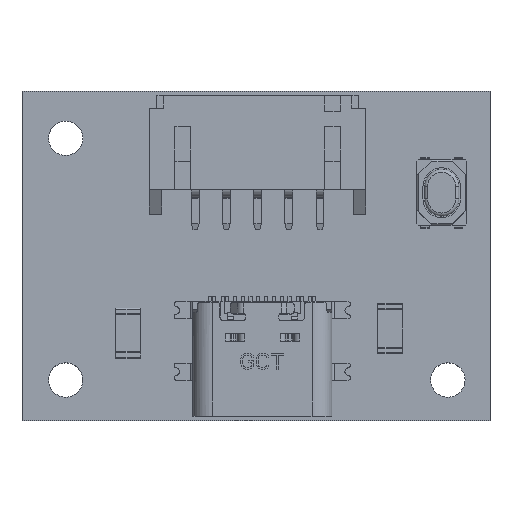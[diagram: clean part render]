
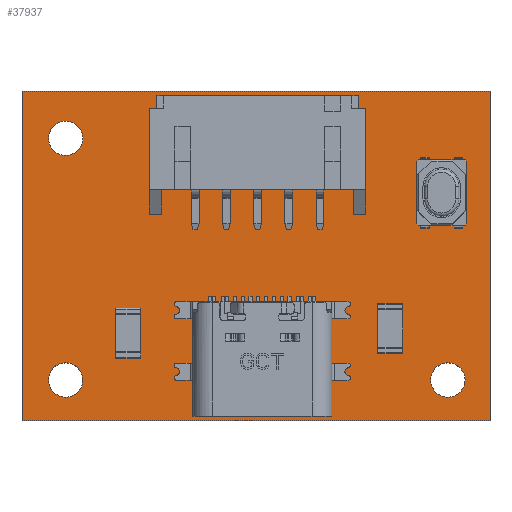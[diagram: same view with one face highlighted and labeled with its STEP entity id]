
A CAD part, top view. The second image highlights one B-rep face of the part: STEP entity #37937.
In plain terms, the highlighted planar face has unit normal (0, 0, 1).
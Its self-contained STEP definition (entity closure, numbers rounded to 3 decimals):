
#37770 = VERTEX_POINT('',#37771);
#37771 = CARTESIAN_POINT('',(124.3,-85.3,1.6));
#37777 = EDGE_CURVE('',#37770,#37778,#37780,.T.);
#37778 = VERTEX_POINT('',#37779);
#37779 = CARTESIAN_POINT('',(94.3,-85.3,1.6));
#37780 = LINE('',#37781,#37782);
#37781 = CARTESIAN_POINT('',(124.3,-85.3,1.6));
#37782 = VECTOR('',#37783,1.);
#37783 = DIRECTION('',(-1.,0.,0.));
#37810 = VERTEX_POINT('',#37811);
#37811 = CARTESIAN_POINT('',(124.3,-64.2,1.6));
#37817 = EDGE_CURVE('',#37810,#37770,#37818,.T.);
#37818 = LINE('',#37819,#37820);
#37819 = CARTESIAN_POINT('',(124.3,-64.2,1.6));
#37820 = VECTOR('',#37821,1.);
#37821 = DIRECTION('',(0.,-1.,0.));
#37839 = EDGE_CURVE('',#37778,#37840,#37842,.T.);
#37840 = VERTEX_POINT('',#37841);
#37841 = CARTESIAN_POINT('',(94.3,-64.2,1.6));
#37842 = LINE('',#37843,#37844);
#37843 = CARTESIAN_POINT('',(94.3,-85.3,1.6));
#37844 = VECTOR('',#37845,1.);
#37845 = DIRECTION('',(0.,1.,0.));
#37937 = ADVANCED_FACE('',(#37938,#37949,#37960,#37971,#37982,#37993),
  #38004,.F.);
#37938 = FACE_BOUND('',#37939,.F.);
#37939 = EDGE_LOOP('',(#37940,#37941,#37942,#37948));
#37940 = ORIENTED_EDGE('',*,*,#37777,.T.);
#37941 = ORIENTED_EDGE('',*,*,#37839,.T.);
#37942 = ORIENTED_EDGE('',*,*,#37943,.T.);
#37943 = EDGE_CURVE('',#37840,#37810,#37944,.T.);
#37944 = LINE('',#37945,#37946);
#37945 = CARTESIAN_POINT('',(94.3,-64.2,1.6));
#37946 = VECTOR('',#37947,1.);
#37947 = DIRECTION('',(1.,0.,0.));
#37948 = ORIENTED_EDGE('',*,*,#37817,.T.);
#37949 = FACE_BOUND('',#37950,.F.);
#37950 = EDGE_LOOP('',(#37951));
#37951 = ORIENTED_EDGE('',*,*,#37952,.F.);
#37952 = EDGE_CURVE('',#37953,#37953,#37955,.T.);
#37953 = VERTEX_POINT('',#37954);
#37954 = CARTESIAN_POINT('',(121.6,-83.8,1.6));
#37955 = CIRCLE('',#37956,1.1);
#37956 = AXIS2_PLACEMENT_3D('',#37957,#37958,#37959);
#37957 = CARTESIAN_POINT('',(121.6,-82.7,1.6));
#37958 = DIRECTION('',(-0.,0.,-1.));
#37959 = DIRECTION('',(-0.,-1.,0.));
#37960 = FACE_BOUND('',#37961,.F.);
#37961 = EDGE_LOOP('',(#37962));
#37962 = ORIENTED_EDGE('',*,*,#37963,.F.);
#37963 = EDGE_CURVE('',#37964,#37964,#37966,.T.);
#37964 = VERTEX_POINT('',#37965);
#37965 = CARTESIAN_POINT('',(112.59,-79.063,1.6));
#37966 = CIRCLE('',#37967,0.325);
#37967 = AXIS2_PLACEMENT_3D('',#37968,#37969,#37970);
#37968 = CARTESIAN_POINT('',(112.59,-78.738,1.6));
#37969 = DIRECTION('',(-0.,0.,-1.));
#37970 = DIRECTION('',(-0.,-1.,0.));
#37971 = FACE_BOUND('',#37972,.F.);
#37972 = EDGE_LOOP('',(#37973));
#37973 = ORIENTED_EDGE('',*,*,#37974,.F.);
#37974 = EDGE_CURVE('',#37975,#37975,#37977,.T.);
#37975 = VERTEX_POINT('',#37976);
#37976 = CARTESIAN_POINT('',(97.1,-83.8,1.6));
#37977 = CIRCLE('',#37978,1.1);
#37978 = AXIS2_PLACEMENT_3D('',#37979,#37980,#37981);
#37979 = CARTESIAN_POINT('',(97.1,-82.7,1.6));
#37980 = DIRECTION('',(-0.,0.,-1.));
#37981 = DIRECTION('',(-0.,-1.,0.));
#37982 = FACE_BOUND('',#37983,.F.);
#37983 = EDGE_LOOP('',(#37984));
#37984 = ORIENTED_EDGE('',*,*,#37985,.F.);
#37985 = EDGE_CURVE('',#37986,#37986,#37988,.T.);
#37986 = VERTEX_POINT('',#37987);
#37987 = CARTESIAN_POINT('',(106.81,-79.063,1.6));
#37988 = CIRCLE('',#37989,0.325);
#37989 = AXIS2_PLACEMENT_3D('',#37990,#37991,#37992);
#37990 = CARTESIAN_POINT('',(106.81,-78.738,1.6));
#37991 = DIRECTION('',(-0.,0.,-1.));
#37992 = DIRECTION('',(-0.,-1.,0.));
#37993 = FACE_BOUND('',#37994,.F.);
#37994 = EDGE_LOOP('',(#37995));
#37995 = ORIENTED_EDGE('',*,*,#37996,.F.);
#37996 = EDGE_CURVE('',#37997,#37997,#37999,.T.);
#37997 = VERTEX_POINT('',#37998);
#37998 = CARTESIAN_POINT('',(97.1,-68.3,1.6));
#37999 = CIRCLE('',#38000,1.1);
#38000 = AXIS2_PLACEMENT_3D('',#38001,#38002,#38003);
#38001 = CARTESIAN_POINT('',(97.1,-67.2,1.6));
#38002 = DIRECTION('',(-0.,0.,-1.));
#38003 = DIRECTION('',(-0.,-1.,0.));
#38004 = PLANE('',#38005);
#38005 = AXIS2_PLACEMENT_3D('',#38006,#38007,#38008);
#38006 = CARTESIAN_POINT('',(109.3,-74.75,1.6));
#38007 = DIRECTION('',(-0.,-0.,-1.));
#38008 = DIRECTION('',(-1.,0.,0.));
